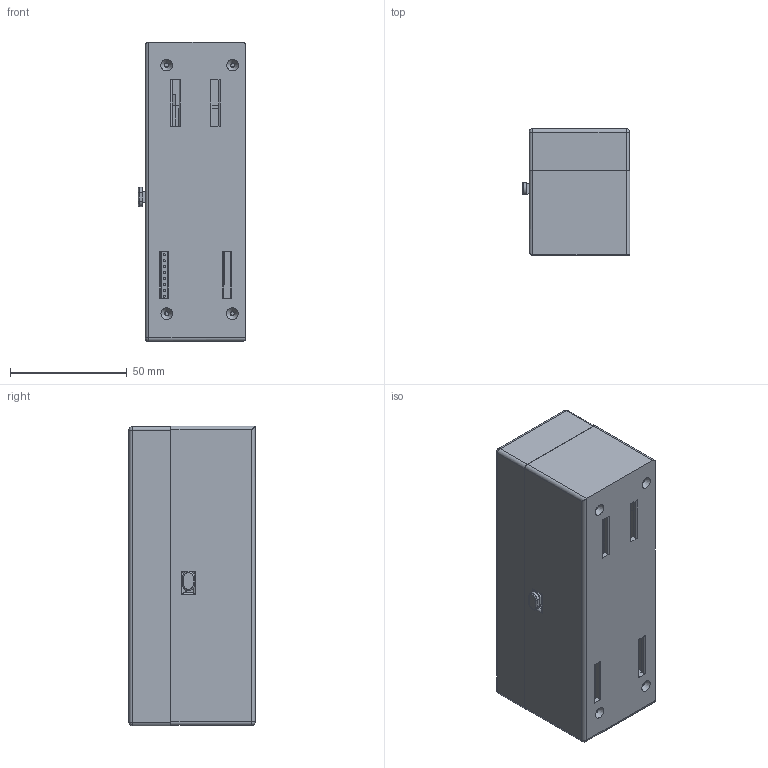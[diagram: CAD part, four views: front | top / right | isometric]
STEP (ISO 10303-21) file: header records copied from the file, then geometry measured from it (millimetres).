
FILE_DESCRIPTION(/* description */ (''),/* implementation_level */ '2;1');
FILE_NAME(/* name */ 'BoitierTS V1.0.step',/* time_stamp */ '2023-09-29T12:54:35-04:00',/* author */ (''),/* organization */ (''),/* preprocessor_version */ 'ST-DEVELOPER v20',/* originating_system */ 'Autodesk Translation Framework v12.14.0.127',/* authorisation */ '');
FILE_SCHEMA (('AUTOMOTIVE_DESIGN { 1 0 10303 214 3 1 1 }'));
Length unit declared in the file: millimetre
Products named in the file (4): BoitierTS; T-SIM7000G_6_08_; Couvercle; Bitognau
Assembly tree (3 placements, depth 2):
  BoitierTS
    T-SIM7000G_6_08_
    Couvercle
    Bitognau
Bounding box: 46.01 x 53.97 x 128.15 mm (x, y, z)
Volume: 72514.2 mm3; surface area: 74415.3 mm2
Topology: 4 solids, 4 shells, 1402 faces, 3459 edges, 2284 vertices
Faces by surface type: plane 1189, cylinder 190, cone 14, sphere 5, torus 4
Full cylindrical faces by diameter (mm): 0.9 x32, 1.6 x6, 2 x4, 3.2 x6, 5.8 x6, 8 x2, 9 x2, 10 x2, 11 x2, 12 x2, 13 x2, 14 x2, 15 x2, 24 x1, 34 x1
Entity records: 41299 total; most frequent: CARTESIAN_POINT 7271, ORIENTED_EDGE 6918, DIRECTION 6698, EDGE_CURVE 3459, LINE 3012, VECTOR 3012, VERTEX_POINT 2284, AXIS2_PLACEMENT_3D 1843
